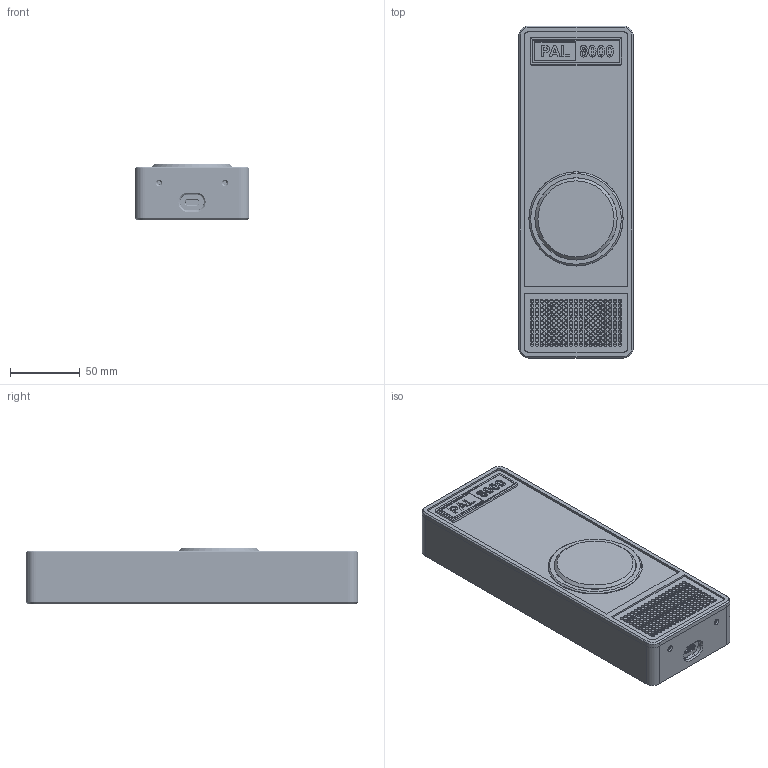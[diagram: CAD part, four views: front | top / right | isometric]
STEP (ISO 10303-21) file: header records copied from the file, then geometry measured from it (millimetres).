
FILE_DESCRIPTION(/* description */ (''),/* implementation_level */ '2;1');
FILE_NAME(/* name */ 'PAL9000 v12.step',/* time_stamp */ '2026-03-27T18:47:10+05:30',/* author */ (''),/* organization */ (''),/* preprocessor_version */ 'ST-DEVELOPER v20.1',/* originating_system */ 'Autodesk Translation Framework v14.24.0.0',/* authorisation */ '');
FILE_SCHEMA (('AUTOMOTIVE_DESIGN { 1 0 10303 214 3 1 1 }'));
Products named in the file (132): PAL9000; FRONT LED PCB; SGP40; BASE BODY; PAL; NAME COVER; FRONT COVER; DIFFUSER; FRONT BODY; GRILL; CIRCUIT; Component11; DFPLAYER; DFPlayer Mini PCB; SD card Assem; CD card slot; Micro sd card; DFPlayer Mini Pin; 11_20mm pin; Pin Header 1x12 TH Pitch 2; solder; DFPlayer Mini Pin_1; 11_20mm pin_1; Pin Header 1x12 TH Pitch 2_1; solder_1; DFPlayer Mini Pin_2; 11_20mm pin_2; Pin Header 1x12 TH Pitch 2_2; solder_2; DFPlayer Mini Pin_3; 11_20mm pin_3; Pin Header 1x12 TH Pitch 2_3; solder_3; DFPlayer Mini Pin_4; 11_20mm pin_4; Pin Header 1x12 TH Pitch 2_4; solder_4; DFPlayer Mini Pin_5; 11_20mm pin_5; Pin Header 1x12 TH Pitch 2_5 ...
Assembly tree (131 placements, depth 5):
  PAL9000
    FRONT LED PCB
    SGP40
    BASE BODY
    PAL
    NAME COVER
    FRONT COVER
    DIFFUSER
    FRONT BODY
    GRILL
    CIRCUIT
      Component11
      DFPLAYER
        DFPlayer Mini PCB
        SD card Assem
          CD card slot
          Micro sd card
        DFPlayer Mini Pin
          11_20mm pin
          Pin Header 1x12 TH Pitch 2
          solder
        DFPlayer Mini Pin_1
          11_20mm pin_1
          Pin Header 1x12 TH Pitch 2_1
          solder_1
        DFPlayer Mini Pin_2
          11_20mm pin_2
          Pin Header 1x12 TH Pitch 2_2
          solder_2
        DFPlayer Mini Pin_3
          11_20mm pin_3
          Pin Header 1x12 TH Pitch 2_3
          solder_3
        DFPlayer Mini Pin_4
          11_20mm pin_4
          Pin Header 1x12 TH Pitch 2_4
          solder_4
        DFPlayer Mini Pin_5
          11_20mm pin_5
          Pin Header 1x12 TH Pitch 2_5
          solder_5
        DFPlayer Mini Pin_6
          11_20mm pin_6
          Pin Header 1x12 TH Pitch 2_6
          solder_6
        DFPlayer Mini Pin_7
          11_20mm pin_7
          Pin Header 1x12 TH Pitch 2_7
          solder_7
        DFPlayer Mini Pin_8
          11_20mm pin_8
          Pin Header 1x12 TH Pitch 2_8
          solder_8
        DFPlayer Mini Pin_9
          11_20mm pin_9
          Pin Header 1x12 TH Pitch 2_9
          solder_9
        DFPlayer Mini Pin_10
          11_20mm pin_10
          Pin Header 1x12 TH Pitch 2_10
Bounding box: 82 x 238 x 40 mm (x, y, z)
Volume: 304309.7 mm3; surface area: 257643.6 mm2
Topology: 190 solids, 190 shells, 6360 faces, 16227 edges, 10459 vertices
Faces by surface type: plane 4135, cylinder 1378, bspline 465, torus 292, cone 60, sphere 30
Full cylindrical faces by diameter (mm): 0.8 x2, 1 x115, 1.5 x2, 2 x15, 2.1 x4, 2.5 x209, 2.6 x5, 2.8 x4, 3 x2, 3.8 x12, 5 x1, 7.1 x2, 8.2 x1, 9 x2, 10 x1, 11 x2, 12 x1, 13.8 x1, 14 x1, 16.8 x1, 19 x2, 28.8 x1, 30 x1, 46 x1, 53.772 x1, 58.6 x1, 59 x1, 63.6 x1, 64 x1, 67.6 x1
Entity records: 217645 total; most frequent: CARTESIAN_POINT 57839, ORIENTED_EDGE 32400, DIRECTION 30852, EDGE_CURVE 16200, LINE 11718, VECTOR 11718, VERTEX_POINT 10459, AXIS2_PLACEMENT_3D 9567
